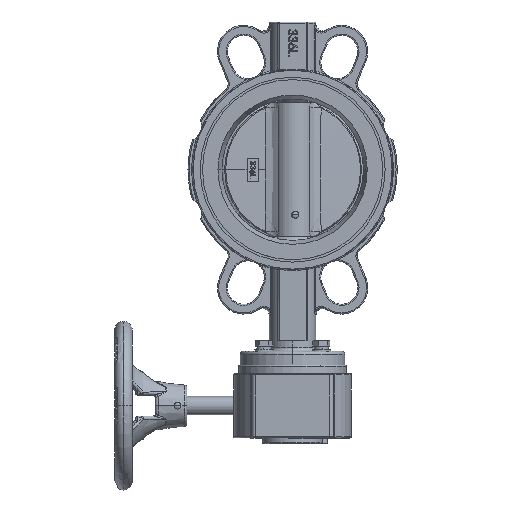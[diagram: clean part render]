
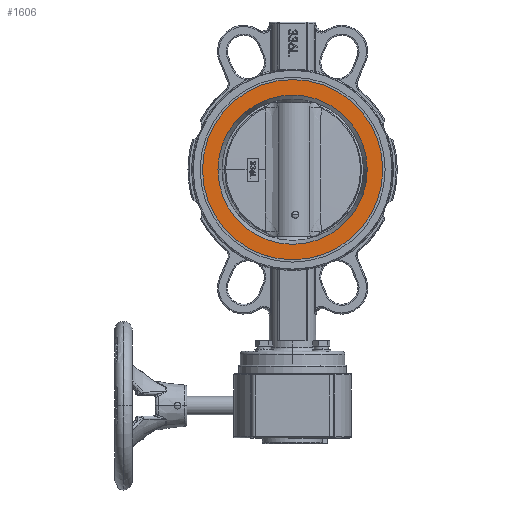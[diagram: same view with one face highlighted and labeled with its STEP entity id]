
A CAD part, top view. The second image highlights one B-rep face of the part: STEP entity #1606.
In plain terms, the highlighted planar face has unit normal (0, 0, 1).
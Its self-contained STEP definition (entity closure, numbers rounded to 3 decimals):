
#114 = DIRECTION ( 'NONE',  ( 0., 0., 1. ) ) ;
#188 = AXIS2_PLACEMENT_3D ( 'NONE', #31297, #114, #24572 ) ;
#1108 = CARTESIAN_POINT ( 'NONE',  ( 64.176, 0., 29.4 ) ) ;
#1606 = ADVANCED_FACE ( 'NONE', ( #9326, #3456 ), #42144, .F. ) ;
#3456 = FACE_OUTER_BOUND ( 'NONE', #28609, .T. ) ;
#3881 = DIRECTION ( 'NONE',  ( 1., 0., 0. ) ) ;
#5953 = VERTEX_POINT ( 'NONE', #1108 ) ;
#6899 = ORIENTED_EDGE ( 'NONE', *, *, #22512, .T. ) ;
#9326 = FACE_BOUND ( 'NONE', #20479, .T. ) ;
#9874 = VERTEX_POINT ( 'NONE', #23946 ) ;
#14990 = CIRCLE ( 'NONE', #33770, 77.5 ) ;
#18313 = DIRECTION ( 'NONE',  ( 0., 0., 1. ) ) ;
#20479 = EDGE_LOOP ( 'NONE', ( #68265, #45491 ) ) ;
#22512 = EDGE_CURVE ( 'NONE', #73809, #46678, #14990, .T. ) ;
#22836 = DIRECTION ( 'NONE',  ( 0., 0., 1. ) ) ;
#23946 = CARTESIAN_POINT ( 'NONE',  ( -64.176, 0., 29.4 ) ) ;
#24572 = DIRECTION ( 'NONE',  ( 1., 0., 0. ) ) ;
#25432 = EDGE_CURVE ( 'NONE', #5953, #9874, #39161, .T. ) ;
#27726 = CARTESIAN_POINT ( 'NONE',  ( 77.5, 0., 29.4 ) ) ;
#28609 = EDGE_LOOP ( 'NONE', ( #57205, #6899 ) ) ;
#29258 = EDGE_CURVE ( 'NONE', #46678, #73809, #51515, .T. ) ;
#31297 = CARTESIAN_POINT ( 'NONE',  ( 0., 0., 29.4 ) ) ;
#33770 = AXIS2_PLACEMENT_3D ( 'NONE', #55470, #36541, #48756 ) ;
#34647 = CIRCLE ( 'NONE', #81692, 64.176 ) ;
#34983 = CARTESIAN_POINT ( 'NONE',  ( -64.176, 0., 29.4 ) ) ;
#36372 = CARTESIAN_POINT ( 'NONE',  ( 0., 0., 29.4 ) ) ;
#36541 = DIRECTION ( 'NONE',  ( 0., 0., 1. ) ) ;
#36740 = AXIS2_PLACEMENT_3D ( 'NONE', #36372, #18313, #76311 ) ;
#37671 = EDGE_CURVE ( 'NONE', #9874, #5953, #34647, .T. ) ;
#39161 = CIRCLE ( 'NONE', #188, 64.176 ) ;
#42144 = PLANE ( 'NONE',  #49681 ) ;
#45491 = ORIENTED_EDGE ( 'NONE', *, *, #37671, .F. ) ;
#46678 = VERTEX_POINT ( 'NONE', #27726 ) ;
#48756 = DIRECTION ( 'NONE',  ( 1., 0., 0. ) ) ;
#49681 = AXIS2_PLACEMENT_3D ( 'NONE', #34983, #60631, #54329 ) ;
#51515 = CIRCLE ( 'NONE', #36740, 77.5 ) ;
#54329 = DIRECTION ( 'NONE',  ( -1., 0., 0. ) ) ;
#55470 = CARTESIAN_POINT ( 'NONE',  ( 0., 0., 29.4 ) ) ;
#57205 = ORIENTED_EDGE ( 'NONE', *, *, #29258, .T. ) ;
#60631 = DIRECTION ( 'NONE',  ( 0., 0., -1. ) ) ;
#61145 = CARTESIAN_POINT ( 'NONE',  ( -77.5, 0., 29.4 ) ) ;
#68265 = ORIENTED_EDGE ( 'NONE', *, *, #25432, .F. ) ;
#73809 = VERTEX_POINT ( 'NONE', #61145 ) ;
#74558 = CARTESIAN_POINT ( 'NONE',  ( 0., 0., 29.4 ) ) ;
#76311 = DIRECTION ( 'NONE',  ( 1., 0., 0. ) ) ;
#81692 = AXIS2_PLACEMENT_3D ( 'NONE', #74558, #22836, #3881 ) ;
